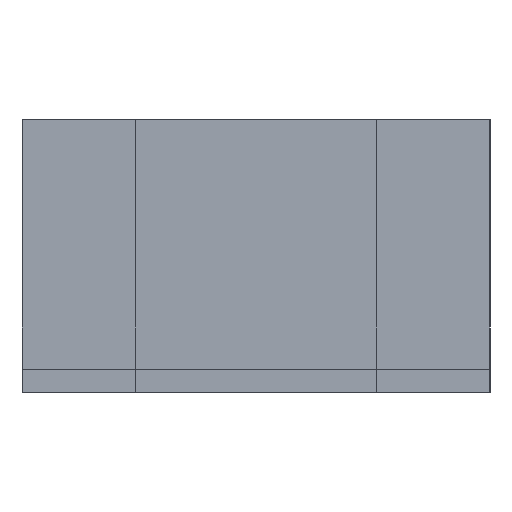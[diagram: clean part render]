
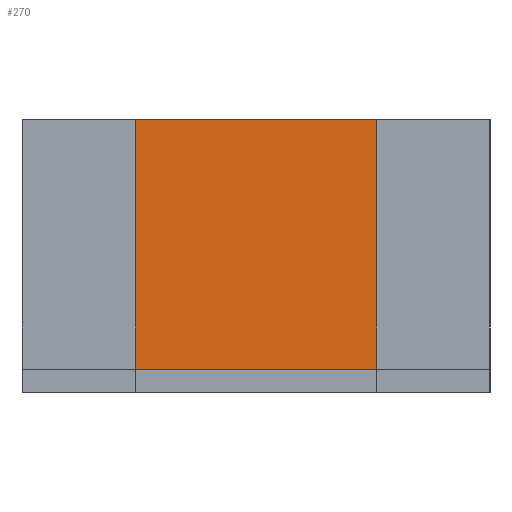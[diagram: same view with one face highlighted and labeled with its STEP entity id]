
A CAD part, left-side view. The second image highlights one B-rep face of the part: STEP entity #270.
In plain terms, the highlighted planar face has unit normal (-1, 0, 0).
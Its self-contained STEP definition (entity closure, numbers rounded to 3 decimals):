
#24 = VERTEX_POINT('',#25);
#25 = CARTESIAN_POINT('',(-48.116,15.5,3.));
#72 = VERTEX_POINT('',#73);
#73 = CARTESIAN_POINT('',(-48.116,-15.5,3.));
#79 = EDGE_CURVE('',#72,#24,#80,.T.);
#80 = LINE('',#81,#82);
#81 = CARTESIAN_POINT('',(-48.116,-15.5,3.));
#82 = VECTOR('',#83,1.);
#83 = DIRECTION('',(0.,1.,0.));
#180 = EDGE_CURVE('',#24,#181,#183,.T.);
#181 = VERTEX_POINT('',#182);
#182 = CARTESIAN_POINT('',(-48.116,15.5,35.));
#183 = LINE('',#184,#185);
#184 = CARTESIAN_POINT('',(-48.116,15.5,3.));
#185 = VECTOR('',#186,1.);
#186 = DIRECTION('',(0.,0.,1.));
#270 = ADVANCED_FACE('',(#271),#289,.T.);
#271 = FACE_BOUND('',#272,.T.);
#272 = EDGE_LOOP('',(#273,#281,#287,#288));
#273 = ORIENTED_EDGE('',*,*,#274,.T.);
#274 = EDGE_CURVE('',#72,#275,#277,.T.);
#275 = VERTEX_POINT('',#276);
#276 = CARTESIAN_POINT('',(-48.116,-15.5,35.));
#277 = LINE('',#278,#279);
#278 = CARTESIAN_POINT('',(-48.116,-15.5,3.));
#279 = VECTOR('',#280,1.);
#280 = DIRECTION('',(0.,0.,1.));
#281 = ORIENTED_EDGE('',*,*,#282,.T.);
#282 = EDGE_CURVE('',#275,#181,#283,.T.);
#283 = LINE('',#284,#285);
#284 = CARTESIAN_POINT('',(-48.116,-15.5,35.));
#285 = VECTOR('',#286,1.);
#286 = DIRECTION('',(0.,1.,0.));
#287 = ORIENTED_EDGE('',*,*,#180,.F.);
#288 = ORIENTED_EDGE('',*,*,#79,.F.);
#289 = PLANE('',#290);
#290 = AXIS2_PLACEMENT_3D('',#291,#292,#293);
#291 = CARTESIAN_POINT('',(-48.116,-15.5,3.));
#292 = DIRECTION('',(-1.,0.,0.));
#293 = DIRECTION('',(0.,1.,0.));
